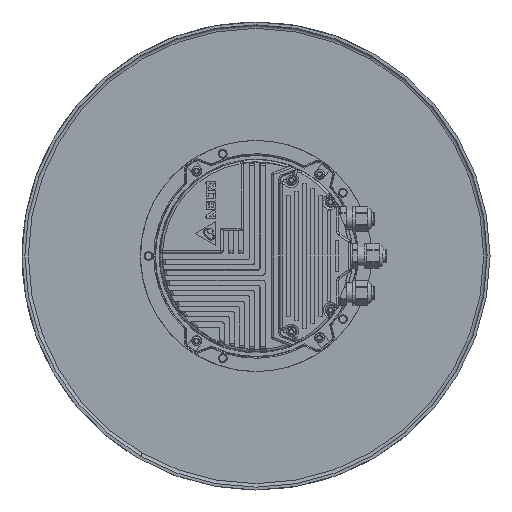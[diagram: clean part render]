
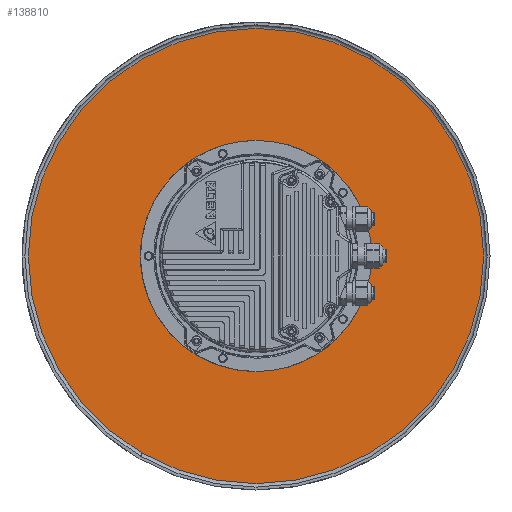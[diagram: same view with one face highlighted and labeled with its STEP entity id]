
A CAD part, front view. The second image highlights one B-rep face of the part: STEP entity #138810.
In plain terms, the highlighted planar face has unit normal (0, -1, 0).
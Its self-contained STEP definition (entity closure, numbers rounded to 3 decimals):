
#136115=CARTESIAN_POINT('',(0.,6.5,0.));
#136116=DIRECTION('',(0.,1.,0.));
#136117=DIRECTION('',(0.,0.,1.));
#136118=AXIS2_PLACEMENT_3D('',#136115,#136116,#136117);
#136120=CARTESIAN_POINT('',(0.,6.5,0.));
#136121=DIRECTION('',(0.,1.,0.));
#136122=DIRECTION('',(0.,0.,-1.));
#136123=AXIS2_PLACEMENT_3D('',#136120,#136121,#136122);
#136125=CARTESIAN_POINT('',(0.,6.5,0.));
#136126=DIRECTION('',(0.,-1.,0.));
#136127=DIRECTION('',(0.,0.,1.));
#136128=AXIS2_PLACEMENT_3D('',#136125,#136126,#136127);
#136130=CARTESIAN_POINT('',(0.,6.5,0.));
#136131=DIRECTION('',(0.,-1.,0.));
#136132=DIRECTION('',(0.,0.,-1.));
#136133=AXIS2_PLACEMENT_3D('',#136130,#136131,#136132);
#136135=CARTESIAN_POINT('',(0.,6.5,-81.5));
#136136=DIRECTION('',(0.,-1.,0.));
#136137=DIRECTION('',(-1.,0.,0.));
#136138=AXIS2_PLACEMENT_3D('',#136135,#136136,#136137);
#136140=CARTESIAN_POINT('',(0.,6.5,-81.5));
#136141=DIRECTION('',(0.,-1.,0.));
#136142=DIRECTION('',(1.,0.,0.));
#136143=AXIS2_PLACEMENT_3D('',#136140,#136141,#136142);
#136145=CARTESIAN_POINT('',(-70.581,6.5,-40.75));
#136146=DIRECTION('',(0.,-1.,0.));
#136147=DIRECTION('',(-1.,0.,0.));
#136148=AXIS2_PLACEMENT_3D('',#136145,#136146,#136147);
#136150=CARTESIAN_POINT('',(-70.581,6.5,-40.75));
#136151=DIRECTION('',(0.,-1.,0.));
#136152=DIRECTION('',(1.,0.,0.));
#136153=AXIS2_PLACEMENT_3D('',#136150,#136151,#136152);
#136155=CARTESIAN_POINT('',(-40.75,6.5,-70.581));
#136156=DIRECTION('',(0.,-1.,0.));
#136157=DIRECTION('',(-1.,0.,0.));
#136158=AXIS2_PLACEMENT_3D('',#136155,#136156,#136157);
#136160=CARTESIAN_POINT('',(-40.75,6.5,-70.581));
#136161=DIRECTION('',(0.,-1.,0.));
#136162=DIRECTION('',(1.,0.,0.));
#136163=AXIS2_PLACEMENT_3D('',#136160,#136161,#136162);
#136165=CARTESIAN_POINT('',(70.581,6.5,40.75));
#136166=DIRECTION('',(0.,-1.,0.));
#136167=DIRECTION('',(0.5,0.,-0.866));
#136168=AXIS2_PLACEMENT_3D('',#136165,#136166,#136167);
#136170=CARTESIAN_POINT('',(70.581,6.5,40.75));
#136171=DIRECTION('',(0.,-1.,0.));
#136172=DIRECTION('',(-0.5,0.,0.866));
#136173=AXIS2_PLACEMENT_3D('',#136170,#136171,#136172);
#136175=CARTESIAN_POINT('',(70.581,6.5,-40.75));
#136176=DIRECTION('',(0.,-1.,0.));
#136177=DIRECTION('',(0.5,0.,-0.866));
#136178=AXIS2_PLACEMENT_3D('',#136175,#136176,#136177);
#136180=CARTESIAN_POINT('',(70.581,6.5,-40.75));
#136181=DIRECTION('',(0.,-1.,0.));
#136182=DIRECTION('',(-0.5,0.,0.866));
#136183=AXIS2_PLACEMENT_3D('',#136180,#136181,#136182);
#136185=CARTESIAN_POINT('',(81.5,6.5,0.));
#136186=DIRECTION('',(0.,-1.,0.));
#136187=DIRECTION('',(0.5,0.,-0.866));
#136188=AXIS2_PLACEMENT_3D('',#136185,#136186,#136187);
#136190=CARTESIAN_POINT('',(81.5,6.5,0.));
#136191=DIRECTION('',(0.,-1.,0.));
#136192=DIRECTION('',(-0.5,0.,0.866));
#136193=AXIS2_PLACEMENT_3D('',#136190,#136191,#136192);
#136195=CARTESIAN_POINT('',(-70.581,6.5,40.75));
#136196=DIRECTION('',(0.,-1.,0.));
#136197=DIRECTION('',(0.5,0.,0.866));
#136198=AXIS2_PLACEMENT_3D('',#136195,#136196,#136197);
#136200=CARTESIAN_POINT('',(-70.581,6.5,40.75));
#136201=DIRECTION('',(0.,-1.,0.));
#136202=DIRECTION('',(-0.5,0.,-0.866));
#136203=AXIS2_PLACEMENT_3D('',#136200,#136201,#136202);
#136205=CARTESIAN_POINT('',(0.,6.5,81.5));
#136206=DIRECTION('',(0.,-1.,0.));
#136207=DIRECTION('',(0.5,0.,0.866));
#136208=AXIS2_PLACEMENT_3D('',#136205,#136206,#136207);
#136210=CARTESIAN_POINT('',(0.,6.5,81.5));
#136211=DIRECTION('',(0.,-1.,0.));
#136212=DIRECTION('',(-0.5,0.,-0.866));
#136213=AXIS2_PLACEMENT_3D('',#136210,#136211,#136212);
#136215=CARTESIAN_POINT('',(-40.75,6.5,70.581));
#136216=DIRECTION('',(0.,-1.,0.));
#136217=DIRECTION('',(0.5,0.,0.866));
#136218=AXIS2_PLACEMENT_3D('',#136215,#136216,#136217);
#136220=CARTESIAN_POINT('',(-40.75,6.5,70.581));
#136221=DIRECTION('',(0.,-1.,0.));
#136222=DIRECTION('',(-0.5,0.,-0.866));
#136223=AXIS2_PLACEMENT_3D('',#136220,#136221,#136222);
#138280=CARTESIAN_POINT('',(-67.331,6.5,-40.75));
#138281=CARTESIAN_POINT('',(-73.831,6.5,-40.75));
#138282=VERTEX_POINT('',#138280);
#138283=VERTEX_POINT('',#138281);
#138288=CARTESIAN_POINT('',(0.,6.5,197.));
#138289=CARTESIAN_POINT('',(0.,6.5,-197.));
#138290=VERTEX_POINT('',#138288);
#138291=VERTEX_POINT('',#138289);
#138292=CARTESIAN_POINT('',(0.,6.5,75.05));
#138293=CARTESIAN_POINT('',(0.,6.5,-75.05));
#138294=VERTEX_POINT('',#138292);
#138295=VERTEX_POINT('',#138293);
#138296=CARTESIAN_POINT('',(-3.25,6.5,-81.5));
#138297=CARTESIAN_POINT('',(3.25,6.5,-81.5));
#138298=VERTEX_POINT('',#138296);
#138299=VERTEX_POINT('',#138297);
#138300=CARTESIAN_POINT('',(-43.25,6.5,-70.581));
#138301=CARTESIAN_POINT('',(-38.25,6.5,-70.581));
#138302=VERTEX_POINT('',#138300);
#138303=VERTEX_POINT('',#138301);
#138304=CARTESIAN_POINT('',(72.206,6.5,37.935));
#138305=CARTESIAN_POINT('',(68.956,6.5,43.565));
#138306=VERTEX_POINT('',#138304);
#138307=VERTEX_POINT('',#138305);
#138308=CARTESIAN_POINT('',(72.206,6.5,-43.565));
#138309=CARTESIAN_POINT('',(68.956,6.5,-37.935));
#138310=VERTEX_POINT('',#138308);
#138311=VERTEX_POINT('',#138309);
#138312=CARTESIAN_POINT('',(82.75,6.5,-2.165));
#138313=CARTESIAN_POINT('',(80.25,6.5,2.165));
#138314=VERTEX_POINT('',#138312);
#138315=VERTEX_POINT('',#138313);
#138316=CARTESIAN_POINT('',(-68.956,6.5,43.565));
#138317=CARTESIAN_POINT('',(-72.206,6.5,37.935));
#138318=VERTEX_POINT('',#138316);
#138319=VERTEX_POINT('',#138317);
#138320=CARTESIAN_POINT('',(1.625,6.5,84.315));
#138321=CARTESIAN_POINT('',(-1.625,6.5,78.685));
#138322=VERTEX_POINT('',#138320);
#138323=VERTEX_POINT('',#138321);
#138324=CARTESIAN_POINT('',(-39.5,6.5,72.746));
#138325=CARTESIAN_POINT('',(-42.,6.5,68.416));
#138326=VERTEX_POINT('',#138324);
#138327=VERTEX_POINT('',#138325);
#138740=CARTESIAN_POINT('',(0.,6.5,0.));
#138741=DIRECTION('',(0.,1.,0.));
#138742=DIRECTION('',(0.,0.,1.));
#138743=AXIS2_PLACEMENT_3D('',#138740,#138741,#138742);
#138744=PLANE('',#138743);
#138746=ORIENTED_EDGE('',*,*,#138745,.T.);
#138748=ORIENTED_EDGE('',*,*,#138747,.T.);
#138749=EDGE_LOOP('',(#138746,#138748));
#138750=FACE_OUTER_BOUND('',#138749,.F.);
#138752=ORIENTED_EDGE('',*,*,#138751,.T.);
#138754=ORIENTED_EDGE('',*,*,#138753,.T.);
#138755=EDGE_LOOP('',(#138752,#138754));
#138756=FACE_BOUND('',#138755,.F.);
#138758=ORIENTED_EDGE('',*,*,#138757,.T.);
#138760=ORIENTED_EDGE('',*,*,#138759,.T.);
#138761=EDGE_LOOP('',(#138758,#138760));
#138762=FACE_BOUND('',#138761,.F.);
#138764=ORIENTED_EDGE('',*,*,#138763,.T.);
#138765=ORIENTED_EDGE('',*,*,#138729,.T.);
#138766=EDGE_LOOP('',(#138764,#138765));
#138767=FACE_BOUND('',#138766,.F.);
#138769=ORIENTED_EDGE('',*,*,#138768,.T.);
#138771=ORIENTED_EDGE('',*,*,#138770,.T.);
#138772=EDGE_LOOP('',(#138769,#138771));
#138773=FACE_BOUND('',#138772,.F.);
#138775=ORIENTED_EDGE('',*,*,#138774,.T.);
#138777=ORIENTED_EDGE('',*,*,#138776,.T.);
#138778=EDGE_LOOP('',(#138775,#138777));
#138779=FACE_BOUND('',#138778,.F.);
#138781=ORIENTED_EDGE('',*,*,#138780,.T.);
#138783=ORIENTED_EDGE('',*,*,#138782,.T.);
#138784=EDGE_LOOP('',(#138781,#138783));
#138785=FACE_BOUND('',#138784,.F.);
#138787=ORIENTED_EDGE('',*,*,#138786,.T.);
#138789=ORIENTED_EDGE('',*,*,#138788,.T.);
#138790=EDGE_LOOP('',(#138787,#138789));
#138791=FACE_BOUND('',#138790,.F.);
#138793=ORIENTED_EDGE('',*,*,#138792,.T.);
#138795=ORIENTED_EDGE('',*,*,#138794,.T.);
#138796=EDGE_LOOP('',(#138793,#138795));
#138797=FACE_BOUND('',#138796,.F.);
#138799=ORIENTED_EDGE('',*,*,#138798,.T.);
#138801=ORIENTED_EDGE('',*,*,#138800,.T.);
#138802=EDGE_LOOP('',(#138799,#138801));
#138803=FACE_BOUND('',#138802,.F.);
#138805=ORIENTED_EDGE('',*,*,#138804,.T.);
#138807=ORIENTED_EDGE('',*,*,#138806,.T.);
#138808=EDGE_LOOP('',(#138805,#138807));
#138809=FACE_BOUND('',#138808,.F.);
#138810=ADVANCED_FACE('',(#138750,#138756,#138762,#138767,#138773,#138779,
#138785,#138791,#138797,#138803,#138809),#138744,.F.);
#136119=CIRCLE('',#136118,197.);
#136124=CIRCLE('',#136123,197.);
#136129=CIRCLE('',#136128,75.05);
#136134=CIRCLE('',#136133,75.05);
#136139=CIRCLE('',#136138,3.25);
#136144=CIRCLE('',#136143,3.25);
#136149=CIRCLE('',#136148,3.25);
#136154=CIRCLE('',#136153,3.25);
#136159=CIRCLE('',#136158,2.5);
#136164=CIRCLE('',#136163,2.5);
#136169=CIRCLE('',#136168,3.25);
#136174=CIRCLE('',#136173,3.25);
#136179=CIRCLE('',#136178,3.25);
#136184=CIRCLE('',#136183,3.25);
#136189=CIRCLE('',#136188,2.5);
#136194=CIRCLE('',#136193,2.5);
#136199=CIRCLE('',#136198,3.25);
#136204=CIRCLE('',#136203,3.25);
#136209=CIRCLE('',#136208,3.25);
#136214=CIRCLE('',#136213,3.25);
#136219=CIRCLE('',#136218,2.5);
#136224=CIRCLE('',#136223,2.5);
#138729=EDGE_CURVE('',#138282,#138283,#136154,.T.);
#138745=EDGE_CURVE('',#138290,#138291,#136119,.T.);
#138747=EDGE_CURVE('',#138291,#138290,#136124,.T.);
#138751=EDGE_CURVE('',#138294,#138295,#136129,.T.);
#138753=EDGE_CURVE('',#138295,#138294,#136134,.T.);
#138757=EDGE_CURVE('',#138298,#138299,#136139,.T.);
#138759=EDGE_CURVE('',#138299,#138298,#136144,.T.);
#138763=EDGE_CURVE('',#138283,#138282,#136149,.T.);
#138768=EDGE_CURVE('',#138302,#138303,#136159,.T.);
#138770=EDGE_CURVE('',#138303,#138302,#136164,.T.);
#138774=EDGE_CURVE('',#138306,#138307,#136169,.T.);
#138776=EDGE_CURVE('',#138307,#138306,#136174,.T.);
#138780=EDGE_CURVE('',#138310,#138311,#136179,.T.);
#138782=EDGE_CURVE('',#138311,#138310,#136184,.T.);
#138786=EDGE_CURVE('',#138314,#138315,#136189,.T.);
#138788=EDGE_CURVE('',#138315,#138314,#136194,.T.);
#138792=EDGE_CURVE('',#138318,#138319,#136199,.T.);
#138794=EDGE_CURVE('',#138319,#138318,#136204,.T.);
#138798=EDGE_CURVE('',#138322,#138323,#136209,.T.);
#138800=EDGE_CURVE('',#138323,#138322,#136214,.T.);
#138804=EDGE_CURVE('',#138326,#138327,#136219,.T.);
#138806=EDGE_CURVE('',#138327,#138326,#136224,.T.);
